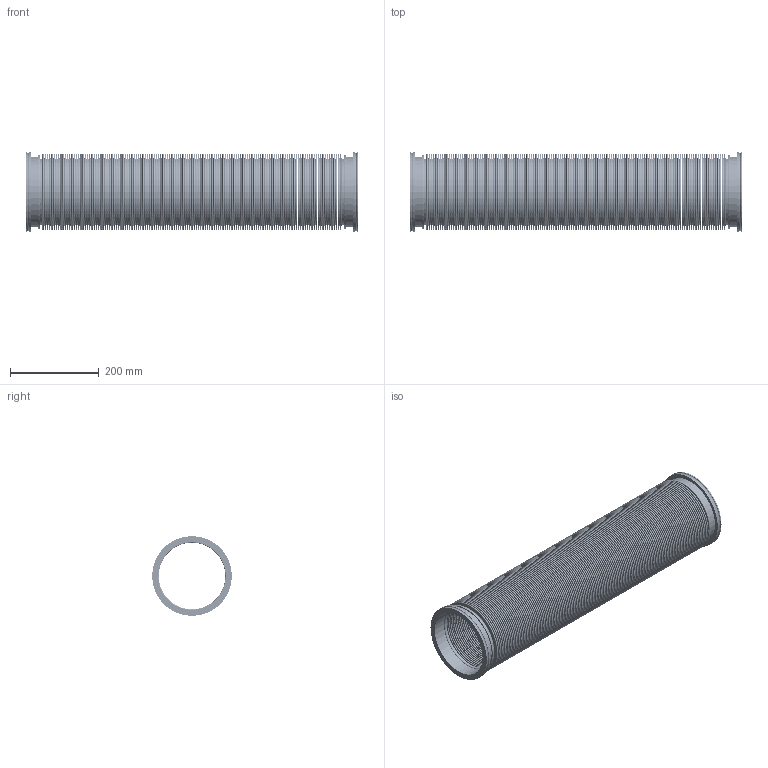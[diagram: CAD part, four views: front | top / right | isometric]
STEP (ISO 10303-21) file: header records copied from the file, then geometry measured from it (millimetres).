
FILE_DESCRIPTION (( 'STEP AP214' ), '1' );
FILE_NAME ('320SWG160-0750.stp', '2017-05-05T05:16:23', ( '' ), ( '' ), 'SwSTEP 2.0', 'SolidWorks 2015', '' );
FILE_SCHEMA (( 'AUTOMOTIVE_DESIGN' ));
Length unit declared in the file: millimetre
Products named in the file (1): 320SWG160-0750
Bounding box: 750 x 180 x 180 mm (x, y, z)
Volume: 562535.1 mm3; surface area: 3609433.7 mm2
Topology: 139 solids, 139 shells, 4672 faces, 9344 edges, 5500 vertices
Faces by surface type: torus 2184, cylinder 1660, plane 828
Entity records: 176352 total; most frequent: DIRECTION 26374, CARTESIAN_POINT 19517, ORIENTED_EDGE 18688, AXIS2_PLACEMENT_3D 12357, EDGE_CURVE 9344, CIRCLE 7684, VERTEX_POINT 5500, EDGE_LOOP 5500
